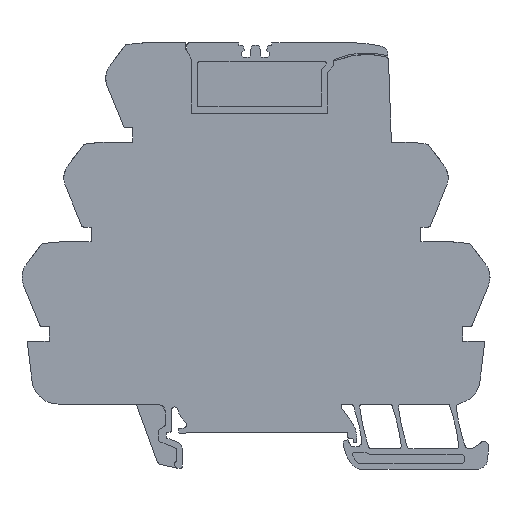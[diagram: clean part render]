
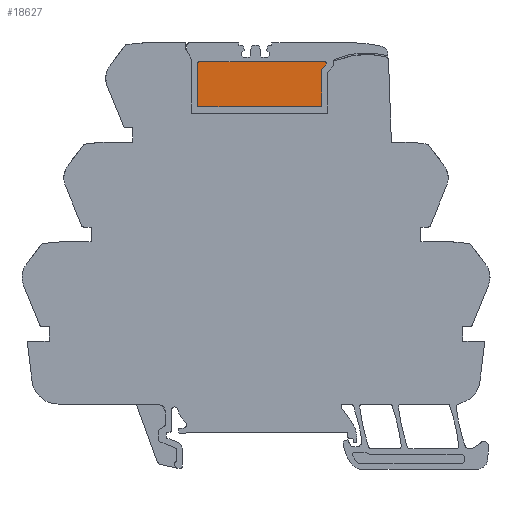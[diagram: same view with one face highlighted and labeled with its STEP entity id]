
A CAD part, left-side view. The second image highlights one B-rep face of the part: STEP entity #18627.
In plain terms, the highlighted planar face has unit normal (-1, 0, 0).
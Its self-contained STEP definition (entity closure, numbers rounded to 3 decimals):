
#18613=AXIS2_PLACEMENT_3D('Plane Axis2P3D',#18610,#18611,#18612) ;
#17726=CARTESIAN_POINT('Line Origine',(2.605,32.149,72.828)) ;
#17730=CARTESIAN_POINT('Vertex',(2.605,32.149,76.156)) ;
#17732=CARTESIAN_POINT('Vertex',(2.605,32.149,69.5)) ;
#17764=CARTESIAN_POINT('Control Point',(2.605,32.017,76.519)) ;
#17765=CARTESIAN_POINT('Control Point',(2.605,32.067,76.458)) ;
#17766=CARTESIAN_POINT('Control Point',(2.605,32.107,76.389)) ;
#17767=CARTESIAN_POINT('Control Point',(2.605,32.134,76.313)) ;
#17768=CARTESIAN_POINT('Control Point',(2.605,32.149,76.235)) ;
#17769=CARTESIAN_POINT('Control Point',(2.605,32.149,76.156)) ;
#17770=CARTESIAN_POINT('Vertex',(2.605,32.017,76.519)) ;
#17786=CARTESIAN_POINT('Line Origine',(2.605,31.647,76.959)) ;
#17790=CARTESIAN_POINT('Vertex',(2.605,31.278,77.399)) ;
#17817=CARTESIAN_POINT('Control Point',(2.605,31.458,77.785)) ;
#17818=CARTESIAN_POINT('Control Point',(2.605,31.352,77.785)) ;
#17819=CARTESIAN_POINT('Control Point',(2.605,31.244,77.725)) ;
#17820=CARTESIAN_POINT('Control Point',(2.605,31.186,77.602)) ;
#17821=CARTESIAN_POINT('Control Point',(2.605,31.21,77.481)) ;
#17822=CARTESIAN_POINT('Control Point',(2.605,31.278,77.399)) ;
#17823=CARTESIAN_POINT('Vertex',(2.605,31.458,77.785)) ;
#17839=CARTESIAN_POINT('Line Origine',(2.605,43.521,77.785)) ;
#17843=CARTESIAN_POINT('Vertex',(2.605,55.584,77.785)) ;
#17870=CARTESIAN_POINT('Control Point',(2.605,55.819,77.55)) ;
#17871=CARTESIAN_POINT('Control Point',(2.605,55.819,77.624)) ;
#17872=CARTESIAN_POINT('Control Point',(2.605,55.79,77.698)) ;
#17873=CARTESIAN_POINT('Control Point',(2.605,55.732,77.756)) ;
#17874=CARTESIAN_POINT('Control Point',(2.605,55.658,77.785)) ;
#17875=CARTESIAN_POINT('Control Point',(2.605,55.584,77.785)) ;
#17876=CARTESIAN_POINT('Vertex',(2.605,55.819,77.55)) ;
#17892=CARTESIAN_POINT('Line Origine',(2.605,55.819,73.525)) ;
#17896=CARTESIAN_POINT('Vertex',(2.605,55.819,69.5)) ;
#17923=CARTESIAN_POINT('Control Point',(2.605,55.584,69.265)) ;
#17924=CARTESIAN_POINT('Control Point',(2.605,55.658,69.265)) ;
#17925=CARTESIAN_POINT('Control Point',(2.605,55.732,69.294)) ;
#17926=CARTESIAN_POINT('Control Point',(2.605,55.79,69.352)) ;
#17927=CARTESIAN_POINT('Control Point',(2.605,55.819,69.426)) ;
#17928=CARTESIAN_POINT('Control Point',(2.605,55.819,69.5)) ;
#17929=CARTESIAN_POINT('Vertex',(2.605,55.584,69.265)) ;
#17945=CARTESIAN_POINT('Line Origine',(2.605,43.984,69.265)) ;
#17949=CARTESIAN_POINT('Vertex',(2.605,32.384,69.265)) ;
#17976=CARTESIAN_POINT('Control Point',(2.605,32.149,69.5)) ;
#17977=CARTESIAN_POINT('Control Point',(2.605,32.149,69.426)) ;
#17978=CARTESIAN_POINT('Control Point',(2.605,32.178,69.352)) ;
#17979=CARTESIAN_POINT('Control Point',(2.605,32.235,69.294)) ;
#17980=CARTESIAN_POINT('Control Point',(2.605,32.31,69.265)) ;
#17981=CARTESIAN_POINT('Control Point',(2.605,32.384,69.265)) ;
#18610=CARTESIAN_POINT('Axis2P3D Location',(2.605,43.984,66.5)) ;
#17727=DIRECTION('Vector Direction',(0.,0.,-1.)) ;
#17787=DIRECTION('Vector Direction',(0.,0.643,-0.766)) ;
#17840=DIRECTION('Vector Direction',(0.,-1.,0.)) ;
#17893=DIRECTION('Vector Direction',(0.,0.,1.)) ;
#17946=DIRECTION('Vector Direction',(0.,1.,0.)) ;
#18611=DIRECTION('Axis2P3D Direction',(1.,0.,0.)) ;
#18612=DIRECTION('Axis2P3D XDirection',(0.,1.,0.)) ;
#17728=VECTOR('Line Direction',#17727,1.) ;
#17788=VECTOR('Line Direction',#17787,1.) ;
#17841=VECTOR('Line Direction',#17840,1.) ;
#17894=VECTOR('Line Direction',#17893,1.) ;
#17947=VECTOR('Line Direction',#17946,1.) ;
#18616=ORIENTED_EDGE('',*,*,#17898,.F.) ;
#18617=ORIENTED_EDGE('',*,*,#17931,.F.) ;
#18618=ORIENTED_EDGE('',*,*,#17951,.F.) ;
#18619=ORIENTED_EDGE('',*,*,#17982,.F.) ;
#18620=ORIENTED_EDGE('',*,*,#17734,.F.) ;
#18621=ORIENTED_EDGE('',*,*,#17772,.F.) ;
#18622=ORIENTED_EDGE('',*,*,#17792,.F.) ;
#18623=ORIENTED_EDGE('',*,*,#17825,.F.) ;
#18624=ORIENTED_EDGE('',*,*,#17845,.F.) ;
#18625=ORIENTED_EDGE('',*,*,#17878,.F.) ;
#18627=ADVANCED_FACE('SOCKEL',(#18626),#18614,.F.) ;
#17763=B_SPLINE_CURVE_WITH_KNOTS('',5,(#17764,#17765,#17766,#17767,#17768,#17769),.UNSPECIFIED.,.F.,.U.,(6,6),(0.,0.398),.UNSPECIFIED.) ;
#17816=B_SPLINE_CURVE_WITH_KNOTS('',5,(#17817,#17818,#17819,#17820,#17821,#17822),.UNSPECIFIED.,.F.,.U.,(6,6),(0.,0.596),.UNSPECIFIED.) ;
#17869=B_SPLINE_CURVE_WITH_KNOTS('',5,(#17870,#17871,#17872,#17873,#17874,#17875),.UNSPECIFIED.,.F.,.U.,(6,6),(0.,0.389),.UNSPECIFIED.) ;
#17922=B_SPLINE_CURVE_WITH_KNOTS('',5,(#17923,#17924,#17925,#17926,#17927,#17928),.UNSPECIFIED.,.F.,.U.,(6,6),(0.,0.389),.UNSPECIFIED.) ;
#17975=B_SPLINE_CURVE_WITH_KNOTS('',5,(#17976,#17977,#17978,#17979,#17980,#17981),.UNSPECIFIED.,.F.,.U.,(6,6),(0.,0.389),.UNSPECIFIED.) ;
#17734=EDGE_CURVE('',#17731,#17733,#17729,.T.) ;
#17772=EDGE_CURVE('',#17771,#17731,#17763,.T.) ;
#17792=EDGE_CURVE('',#17791,#17771,#17789,.T.) ;
#17825=EDGE_CURVE('',#17824,#17791,#17816,.T.) ;
#17845=EDGE_CURVE('',#17844,#17824,#17842,.T.) ;
#17878=EDGE_CURVE('',#17877,#17844,#17869,.T.) ;
#17898=EDGE_CURVE('',#17897,#17877,#17895,.T.) ;
#17931=EDGE_CURVE('',#17930,#17897,#17922,.T.) ;
#17951=EDGE_CURVE('',#17950,#17930,#17948,.T.) ;
#17982=EDGE_CURVE('',#17733,#17950,#17975,.T.) ;
#18615=EDGE_LOOP('',(#18616,#18617,#18618,#18619,#18620,#18621,#18622,#18623,#18624,#18625)) ;
#18626=FACE_OUTER_BOUND('',#18615,.T.) ;
#17729=LINE('Line',#17726,#17728) ;
#17789=LINE('Line',#17786,#17788) ;
#17842=LINE('Line',#17839,#17841) ;
#17895=LINE('Line',#17892,#17894) ;
#17948=LINE('Line',#17945,#17947) ;
#18614=PLANE('',#18613) ;
#17731=VERTEX_POINT('',#17730) ;
#17733=VERTEX_POINT('',#17732) ;
#17771=VERTEX_POINT('',#17770) ;
#17791=VERTEX_POINT('',#17790) ;
#17824=VERTEX_POINT('',#17823) ;
#17844=VERTEX_POINT('',#17843) ;
#17877=VERTEX_POINT('',#17876) ;
#17897=VERTEX_POINT('',#17896) ;
#17930=VERTEX_POINT('',#17929) ;
#17950=VERTEX_POINT('',#17949) ;
